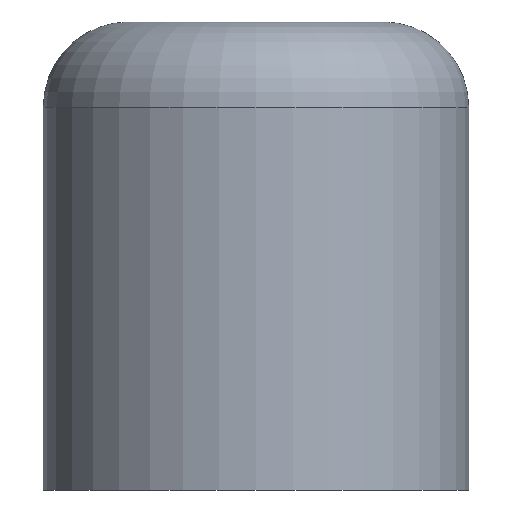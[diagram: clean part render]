
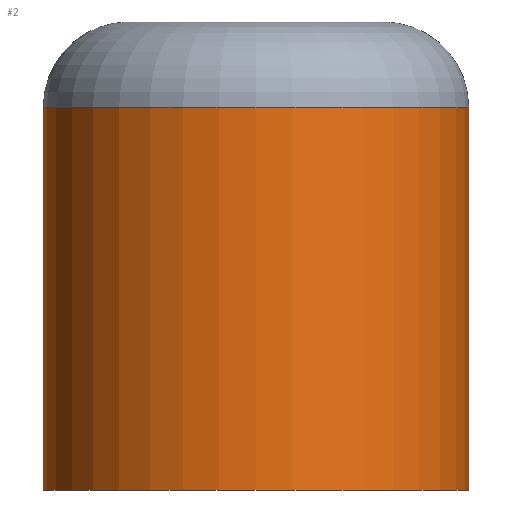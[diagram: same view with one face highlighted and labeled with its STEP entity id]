
A CAD part, front view. The second image highlights one B-rep face of the part: STEP entity #2.
In plain terms, the highlighted cylindrical face has radius 1.27 mm (diameter 2.54 mm), a partial arc.
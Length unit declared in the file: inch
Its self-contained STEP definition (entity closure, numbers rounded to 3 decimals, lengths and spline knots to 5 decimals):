
#2 = ADVANCED_FACE ( 'NONE', ( #237 ), #221, .T. ) ;
#17 = AXIS2_PLACEMENT_3D ( 'NONE', #199, #198, #197 ) ;
#19 = AXIS2_PLACEMENT_3D ( 'NONE', #217, #216, #215 ) ;
#58 = EDGE_CURVE ( 'NONE', #227, #361, #256, .T. ) ;
#67 = EDGE_CURVE ( 'NONE', #361, #225, #349, .T. ) ;
#70 = EDGE_CURVE ( 'NONE', #227, #229, #348, .T. ) ;
#76 = AXIS2_PLACEMENT_3D ( 'NONE', #152, #108, #203 ) ;
#79 = EDGE_CURVE ( 'NONE', #229, #225, #339, .T. ) ;
#97 = CARTESIAN_POINT ( 'NONE',  ( 0.05, 0., 0.11 ) ) ;
#108 = DIRECTION ( 'NONE',  ( 0., 0., -1. ) ) ;
#151 = CARTESIAN_POINT ( 'NONE',  ( 0.05, 0., 0. ) ) ;
#152 = CARTESIAN_POINT ( 'NONE',  ( 0., 0., 0.11 ) ) ;
#171 = CARTESIAN_POINT ( 'NONE',  ( 0.05, 0., 0.09 ) ) ;
#172 = CARTESIAN_POINT ( 'NONE',  ( -0.05, 0., 0.09 ) ) ;
#184 = CARTESIAN_POINT ( 'NONE',  ( -0.05, 0., 0. ) ) ;
#190 = DIRECTION ( 'NONE',  ( 0., 0., -1. ) ) ;
#191 = CARTESIAN_POINT ( 'NONE',  ( -0.05, 0., 0.11 ) ) ;
#192 = DIRECTION ( 'NONE',  ( 0., 0., -1. ) ) ;
#197 = DIRECTION ( 'NONE',  ( 1., 0., 0. ) ) ;
#198 = DIRECTION ( 'NONE',  ( 0., 0., -1. ) ) ;
#199 = CARTESIAN_POINT ( 'NONE',  ( 0., 0., 0.09 ) ) ;
#203 = DIRECTION ( 'NONE',  ( -1., 0., 0. ) ) ;
#215 = DIRECTION ( 'NONE',  ( -1., 0., 0. ) ) ;
#216 = DIRECTION ( 'NONE',  ( 0., 0., -1. ) ) ;
#217 = CARTESIAN_POINT ( 'NONE',  ( 0., 0., 0. ) ) ;
#221 = CYLINDRICAL_SURFACE ( 'NONE', #76, 0.05 ) ;
#225 = VERTEX_POINT ( 'NONE', #184 ) ;
#227 = VERTEX_POINT ( 'NONE', #171 ) ;
#229 = VERTEX_POINT ( 'NONE', #172 ) ;
#237 = FACE_OUTER_BOUND ( 'NONE', #280, .T. ) ;
#241 = ORIENTED_EDGE ( 'NONE', *, *, #79, .T. ) ;
#256 = LINE ( 'NONE', #97, #357 ) ;
#266 = ORIENTED_EDGE ( 'NONE', *, *, #67, .F. ) ;
#280 = EDGE_LOOP ( 'NONE', ( #368, #290, #241, #266 ) ) ;
#290 = ORIENTED_EDGE ( 'NONE', *, *, #70, .T. ) ;
#335 = VECTOR ( 'NONE', #190, 39.37008 ) ;
#339 = LINE ( 'NONE', #191, #335 ) ;
#348 = CIRCLE ( 'NONE', #17, 0.05 ) ;
#349 = CIRCLE ( 'NONE', #19, 0.05 ) ;
#357 = VECTOR ( 'NONE', #192, 39.37008 ) ;
#361 = VERTEX_POINT ( 'NONE', #151 ) ;
#368 = ORIENTED_EDGE ( 'NONE', *, *, #58, .F. ) ;
